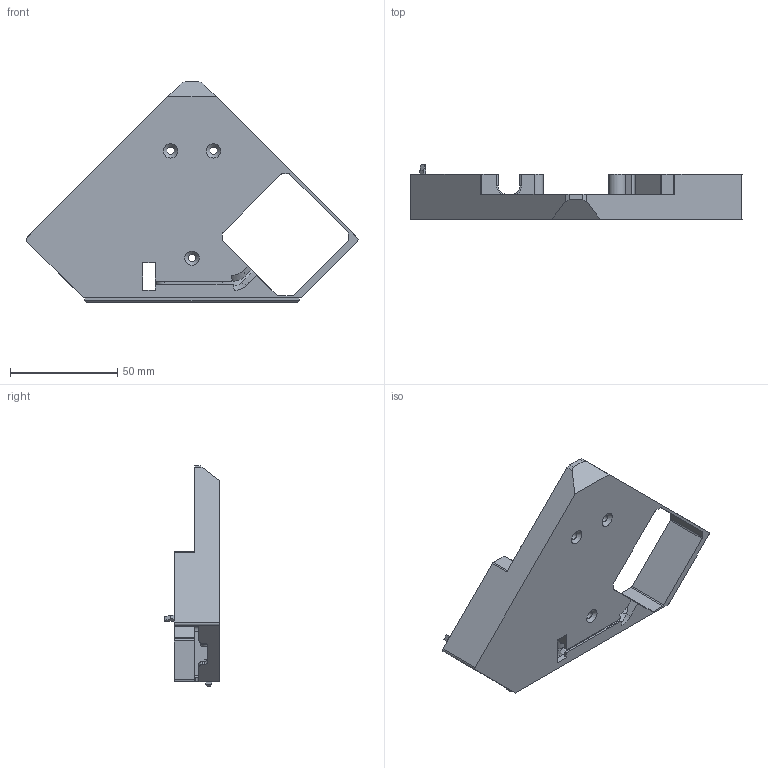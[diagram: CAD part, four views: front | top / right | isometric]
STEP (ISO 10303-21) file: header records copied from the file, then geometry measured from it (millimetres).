
FILE_DESCRIPTION(/* description */ (''),/* implementation_level */ '2;1');
FILE_NAME(/* name */ 'BASEPLATE_BACK_V01.step',/* time_stamp */ '2023-01-15T22:59:28+01:00',/* author */ (''),/* organization */ (''),/* preprocessor_version */ 'ST-DEVELOPER v19.2',/* originating_system */ 'Autodesk Translation Framework v11.17.0.187',/* authorisation */ '');
FILE_SCHEMA (('AUTOMOTIVE_DESIGN { 1 0 10303 214 3 1 1 }'));
Length unit declared in the file: millimetre
Products named in the file (1): BASEPLATE_BACK_V01_PR
Bounding box: 154.59 x 25.5 x 102.68 mm (x, y, z)
Volume: 74470 mm3; surface area: 31726.9 mm2
Topology: 1 solids, 1 shells, 339 faces, 880 edges, 547 vertices
Faces by surface type: cylinder 150, plane 115, torus 46, cone 13, bspline 13, sphere 2
Full cylindrical faces by diameter (mm): 3.5 x3, 4 x5
Entity records: 12203 total; most frequent: CARTESIAN_POINT 3646, DIRECTION 1877, ORIENTED_EDGE 1760, EDGE_CURVE 880, AXIS2_PLACEMENT_3D 698, VERTEX_POINT 547, LINE 481, VECTOR 481
